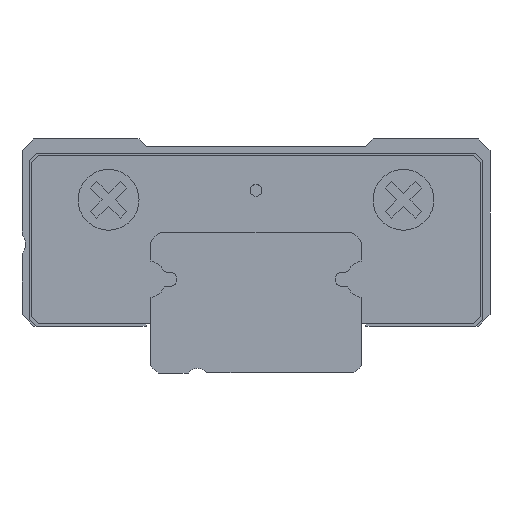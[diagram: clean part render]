
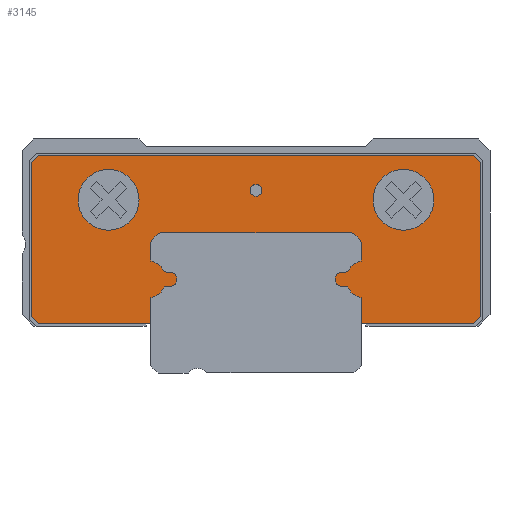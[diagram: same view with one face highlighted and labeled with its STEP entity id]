
A CAD part, front view. The second image highlights one B-rep face of the part: STEP entity #3145.
In plain terms, the highlighted planar face has unit normal (0, -1, 0).
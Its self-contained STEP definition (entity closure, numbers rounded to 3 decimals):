
#100=LINE('',#5657,#474);
#101=LINE('',#5660,#475);
#102=LINE('',#5662,#476);
#103=LINE('',#5664,#477);
#104=LINE('',#5666,#478);
#105=LINE('',#5670,#479);
#106=LINE('',#5674,#480);
#107=LINE('',#5678,#481);
#108=LINE('',#5682,#482);
#109=LINE('',#5686,#483);
#110=LINE('',#5690,#484);
#111=LINE('',#5694,#485);
#112=LINE('',#5698,#486);
#113=LINE('',#5700,#487);
#114=LINE('',#5702,#488);
#115=LINE('',#5704,#489);
#116=LINE('',#5706,#490);
#117=LINE('',#5708,#491);
#474=VECTOR('',#4780,1000.);
#475=VECTOR('',#4781,1000.);
#476=VECTOR('',#4782,1000.);
#477=VECTOR('',#4783,1000.);
#478=VECTOR('',#4784,1000.);
#479=VECTOR('',#4787,1000.);
#480=VECTOR('',#4790,1000.);
#481=VECTOR('',#4793,1000.);
#482=VECTOR('',#4796,1000.);
#483=VECTOR('',#4799,1000.);
#484=VECTOR('',#4802,1000.);
#485=VECTOR('',#4805,1000.);
#486=VECTOR('',#4808,1000.);
#487=VECTOR('',#4809,1000.);
#488=VECTOR('',#4810,1000.);
#489=VECTOR('',#4811,1000.);
#490=VECTOR('',#4812,1000.);
#491=VECTOR('',#4813,1000.);
#803=PLANE('',#4381);
#1106=ORIENTED_EDGE('',*,*,#1920,.F.);
#1107=ORIENTED_EDGE('',*,*,#1921,.F.);
#1108=ORIENTED_EDGE('',*,*,#1922,.F.);
#1109=ORIENTED_EDGE('',*,*,#1923,.F.);
#1110=ORIENTED_EDGE('',*,*,#1924,.F.);
#1111=ORIENTED_EDGE('',*,*,#1925,.F.);
#1112=ORIENTED_EDGE('',*,*,#1926,.F.);
#1113=ORIENTED_EDGE('',*,*,#1927,.F.);
#1114=ORIENTED_EDGE('',*,*,#1928,.F.);
#1115=ORIENTED_EDGE('',*,*,#1929,.F.);
#1116=ORIENTED_EDGE('',*,*,#1930,.F.);
#1117=ORIENTED_EDGE('',*,*,#1931,.F.);
#1118=ORIENTED_EDGE('',*,*,#1932,.F.);
#1119=ORIENTED_EDGE('',*,*,#1933,.F.);
#1120=ORIENTED_EDGE('',*,*,#1934,.F.);
#1121=ORIENTED_EDGE('',*,*,#1935,.F.);
#1122=ORIENTED_EDGE('',*,*,#1936,.F.);
#1123=ORIENTED_EDGE('',*,*,#1937,.F.);
#1124=ORIENTED_EDGE('',*,*,#1938,.F.);
#1125=ORIENTED_EDGE('',*,*,#1939,.F.);
#1126=ORIENTED_EDGE('',*,*,#1940,.F.);
#1127=ORIENTED_EDGE('',*,*,#1941,.F.);
#1128=ORIENTED_EDGE('',*,*,#1942,.F.);
#1129=ORIENTED_EDGE('',*,*,#1943,.F.);
#1130=ORIENTED_EDGE('',*,*,#1944,.F.);
#1131=ORIENTED_EDGE('',*,*,#1945,.F.);
#1132=ORIENTED_EDGE('',*,*,#1946,.F.);
#1133=ORIENTED_EDGE('',*,*,#1947,.F.);
#1134=ORIENTED_EDGE('',*,*,#1948,.F.);
#1920=EDGE_CURVE('',#2344,#2344,#2616,.T.);
#1921=EDGE_CURVE('',#2345,#2345,#2617,.F.);
#1922=EDGE_CURVE('',#2346,#2347,#100,.T.);
#1923=EDGE_CURVE('',#2348,#2346,#101,.T.);
#1924=EDGE_CURVE('',#2349,#2348,#102,.T.);
#1925=EDGE_CURVE('',#2350,#2349,#103,.T.);
#1926=EDGE_CURVE('',#2351,#2350,#104,.T.);
#1927=EDGE_CURVE('',#2352,#2351,#2618,.T.);
#1928=EDGE_CURVE('',#2353,#2352,#105,.T.);
#1929=EDGE_CURVE('',#2354,#2353,#2619,.T.);
#1930=EDGE_CURVE('',#2355,#2354,#106,.T.);
#1931=EDGE_CURVE('',#2356,#2355,#2620,.T.);
#1932=EDGE_CURVE('',#2357,#2356,#107,.T.);
#1933=EDGE_CURVE('',#2358,#2357,#2621,.T.);
#1934=EDGE_CURVE('',#2359,#2358,#108,.T.);
#1935=EDGE_CURVE('',#2360,#2359,#2622,.T.);
#1936=EDGE_CURVE('',#2361,#2360,#109,.T.);
#1937=EDGE_CURVE('',#2362,#2361,#2623,.T.);
#1938=EDGE_CURVE('',#2363,#2362,#110,.T.);
#1939=EDGE_CURVE('',#2364,#2363,#2624,.T.);
#1940=EDGE_CURVE('',#2365,#2364,#111,.T.);
#1941=EDGE_CURVE('',#2366,#2365,#2625,.T.);
#1942=EDGE_CURVE('',#2367,#2366,#112,.T.);
#1943=EDGE_CURVE('',#2368,#2367,#113,.T.);
#1944=EDGE_CURVE('',#2369,#2368,#114,.T.);
#1945=EDGE_CURVE('',#2370,#2369,#115,.T.);
#1946=EDGE_CURVE('',#2371,#2370,#116,.T.);
#1947=EDGE_CURVE('',#2347,#2371,#117,.T.);
#1948=EDGE_CURVE('',#2372,#2372,#2626,.F.);
#2344=VERTEX_POINT('',#5654);
#2345=VERTEX_POINT('',#5656);
#2346=VERTEX_POINT('',#5658);
#2347=VERTEX_POINT('',#5659);
#2348=VERTEX_POINT('',#5661);
#2349=VERTEX_POINT('',#5663);
#2350=VERTEX_POINT('',#5665);
#2351=VERTEX_POINT('',#5667);
#2352=VERTEX_POINT('',#5669);
#2353=VERTEX_POINT('',#5671);
#2354=VERTEX_POINT('',#5673);
#2355=VERTEX_POINT('',#5675);
#2356=VERTEX_POINT('',#5677);
#2357=VERTEX_POINT('',#5679);
#2358=VERTEX_POINT('',#5681);
#2359=VERTEX_POINT('',#5683);
#2360=VERTEX_POINT('',#5685);
#2361=VERTEX_POINT('',#5687);
#2362=VERTEX_POINT('',#5689);
#2363=VERTEX_POINT('',#5691);
#2364=VERTEX_POINT('',#5693);
#2365=VERTEX_POINT('',#5695);
#2366=VERTEX_POINT('',#5697);
#2367=VERTEX_POINT('',#5699);
#2368=VERTEX_POINT('',#5701);
#2369=VERTEX_POINT('',#5703);
#2370=VERTEX_POINT('',#5705);
#2371=VERTEX_POINT('',#5707);
#2372=VERTEX_POINT('',#5710);
#2616=CIRCLE('',#4382,0.25);
#2617=CIRCLE('',#4383,1.3);
#2618=CIRCLE('',#4384,0.8);
#2619=CIRCLE('',#4385,0.32);
#2620=CIRCLE('',#4386,0.8);
#2621=CIRCLE('',#4387,0.95);
#2622=CIRCLE('',#4388,0.95);
#2623=CIRCLE('',#4389,0.8);
#2624=CIRCLE('',#4390,0.32);
#2625=CIRCLE('',#4391,0.8);
#2626=CIRCLE('',#4392,1.3);
#2695=EDGE_LOOP('',(#1106));
#2696=EDGE_LOOP('',(#1107));
#2697=EDGE_LOOP('',(#1108,#1109,#1110,#1111,#1112,#1113,#1114,#1115,#1116,
#1117,#1118,#1119,#1120,#1121,#1122,#1123,#1124,#1125,#1126,#1127,#1128,
#1129,#1130,#1131,#1132,#1133));
#2698=EDGE_LOOP('',(#1134));
#2909=FACE_BOUND('',#2695,.T.);
#2910=FACE_BOUND('',#2696,.T.);
#2911=FACE_BOUND('',#2697,.T.);
#2912=FACE_BOUND('',#2698,.T.);
#3145=ADVANCED_FACE('',(#2909,#2910,#2911,#2912),#803,.F.);
#4381=AXIS2_PLACEMENT_3D('',#5652,#4774,#4775);
#4382=AXIS2_PLACEMENT_3D('',#5653,#4776,#4777);
#4383=AXIS2_PLACEMENT_3D('',#5655,#4778,#4779);
#4384=AXIS2_PLACEMENT_3D('',#5668,#4785,#4786);
#4385=AXIS2_PLACEMENT_3D('',#5672,#4788,#4789);
#4386=AXIS2_PLACEMENT_3D('',#5676,#4791,#4792);
#4387=AXIS2_PLACEMENT_3D('',#5680,#4794,#4795);
#4388=AXIS2_PLACEMENT_3D('',#5684,#4797,#4798);
#4389=AXIS2_PLACEMENT_3D('',#5688,#4800,#4801);
#4390=AXIS2_PLACEMENT_3D('',#5692,#4803,#4804);
#4391=AXIS2_PLACEMENT_3D('',#5696,#4806,#4807);
#4392=AXIS2_PLACEMENT_3D('',#5709,#4814,#4815);
#4774=DIRECTION('',(0.,1.,0.));
#4775=DIRECTION('',(0.,0.,1.));
#4776=DIRECTION('',(0.,-1.,0.));
#4777=DIRECTION('',(1.,0.,0.));
#4778=DIRECTION('',(0.,1.,0.));
#4779=DIRECTION('',(0.,0.,1.));
#4780=DIRECTION('',(0.707,0.,0.707));
#4781=DIRECTION('',(0.,0.,1.));
#4782=DIRECTION('',(-0.707,0.,0.707));
#4783=DIRECTION('',(-1.,0.,0.));
#4784=DIRECTION('',(0.,0.,-1.));
#4785=DIRECTION('',(0.,1.,0.));
#4786=DIRECTION('',(1.,0.,0.));
#4787=DIRECTION('',(-0.991,0.,-0.135));
#4788=DIRECTION('',(0.,1.,0.));
#4789=DIRECTION('',(-1.,0.,0.));
#4790=DIRECTION('',(0.991,0.,-0.135));
#4791=DIRECTION('',(0.,1.,0.));
#4792=DIRECTION('',(1.,0.,0.));
#4793=DIRECTION('',(0.,0.,-1.));
#4794=DIRECTION('',(0.,-1.,0.));
#4795=DIRECTION('',(1.,0.,0.));
#4796=DIRECTION('',(-1.,0.,0.));
#4797=DIRECTION('',(0.,-1.,0.));
#4798=DIRECTION('',(1.,0.,0.));
#4799=DIRECTION('',(0.,0.,1.));
#4800=DIRECTION('',(0.,1.,0.));
#4801=DIRECTION('',(1.,0.,0.));
#4802=DIRECTION('',(0.991,0.,0.135));
#4803=DIRECTION('',(0.,1.,0.));
#4804=DIRECTION('',(1.,0.,0.));
#4805=DIRECTION('',(-0.991,0.,0.135));
#4806=DIRECTION('',(0.,1.,0.));
#4807=DIRECTION('',(1.,0.,0.));
#4808=DIRECTION('',(0.,0.,1.));
#4809=DIRECTION('',(-1.,0.,0.));
#4810=DIRECTION('',(-0.707,0.,-0.707));
#4811=DIRECTION('',(0.,0.,-1.));
#4812=DIRECTION('',(0.707,0.,-0.707));
#4813=DIRECTION('',(1.,0.,0.));
#4814=DIRECTION('',(0.,1.,0.));
#4815=DIRECTION('',(0.,0.,1.));
#5652=CARTESIAN_POINT('',(4.65,-19.9,4.));
#5653=CARTESIAN_POINT('',(0.,-19.9,7.8));
#5654=CARTESIAN_POINT('',(0.25,-19.9,7.8));
#5655=CARTESIAN_POINT('',(-6.3,-19.9,7.4));
#5656=CARTESIAN_POINT('',(-6.3,-19.9,8.7));
#5657=CARTESIAN_POINT('',(-9.6,-19.9,9.));
#5658=CARTESIAN_POINT('',(-9.6,-19.9,9.));
#5659=CARTESIAN_POINT('',(-9.3,-19.9,9.3));
#5660=CARTESIAN_POINT('',(-9.6,-19.9,2.4));
#5661=CARTESIAN_POINT('',(-9.6,-19.9,2.4));
#5662=CARTESIAN_POINT('',(-9.3,-19.9,2.1));
#5663=CARTESIAN_POINT('',(-9.3,-19.9,2.1));
#5664=CARTESIAN_POINT('',(-4.5,-19.9,2.1));
#5665=CARTESIAN_POINT('',(-4.5,-19.9,2.1));
#5666=CARTESIAN_POINT('',(-4.5,-19.9,2.1));
#5667=CARTESIAN_POINT('',(-4.5,-19.9,3.214));
#5668=CARTESIAN_POINT('',(-4.65,-19.9,4.));
#5669=CARTESIAN_POINT('',(-3.919,-19.9,3.676));
#5670=CARTESIAN_POINT('',(-3.919,-19.9,3.676));
#5671=CARTESIAN_POINT('',(-3.53,-19.9,3.729));
#5672=CARTESIAN_POINT('',(-3.7,-19.9,4.));
#5673=CARTESIAN_POINT('',(-3.53,-19.9,4.271));
#5674=CARTESIAN_POINT('',(-3.53,-19.9,4.271));
#5675=CARTESIAN_POINT('',(-3.919,-19.9,4.324));
#5676=CARTESIAN_POINT('',(-4.65,-19.9,4.));
#5677=CARTESIAN_POINT('',(-4.5,-19.9,4.786));
#5678=CARTESIAN_POINT('',(-4.5,-19.9,4.786));
#5679=CARTESIAN_POINT('',(-4.5,-19.9,5.574));
#5680=CARTESIAN_POINT('',(-3.65,-19.9,5.15));
#5681=CARTESIAN_POINT('',(-4.074,-19.9,6.));
#5682=CARTESIAN_POINT('',(-4.074,-19.9,6.));
#5683=CARTESIAN_POINT('',(4.074,-19.9,6.));
#5684=CARTESIAN_POINT('',(3.65,-19.9,5.15));
#5685=CARTESIAN_POINT('',(4.5,-19.9,5.574));
#5686=CARTESIAN_POINT('',(4.5,-19.9,5.574));
#5687=CARTESIAN_POINT('',(4.5,-19.9,4.786));
#5688=CARTESIAN_POINT('',(4.65,-19.9,4.));
#5689=CARTESIAN_POINT('',(3.919,-19.9,4.324));
#5690=CARTESIAN_POINT('',(3.919,-19.9,4.324));
#5691=CARTESIAN_POINT('',(3.53,-19.9,4.271));
#5692=CARTESIAN_POINT('',(3.7,-19.9,4.));
#5693=CARTESIAN_POINT('',(3.53,-19.9,3.729));
#5694=CARTESIAN_POINT('',(3.53,-19.9,3.729));
#5695=CARTESIAN_POINT('',(3.919,-19.9,3.676));
#5696=CARTESIAN_POINT('',(4.65,-19.9,4.));
#5697=CARTESIAN_POINT('',(4.5,-19.9,3.214));
#5698=CARTESIAN_POINT('',(4.5,-19.9,3.214));
#5699=CARTESIAN_POINT('',(4.5,-19.9,2.1));
#5700=CARTESIAN_POINT('',(9.3,-19.9,2.1));
#5701=CARTESIAN_POINT('',(9.3,-19.9,2.1));
#5702=CARTESIAN_POINT('',(9.6,-19.9,2.4));
#5703=CARTESIAN_POINT('',(9.6,-19.9,2.4));
#5704=CARTESIAN_POINT('',(9.6,-19.9,9.));
#5705=CARTESIAN_POINT('',(9.6,-19.9,9.));
#5706=CARTESIAN_POINT('',(9.3,-19.9,9.3));
#5707=CARTESIAN_POINT('',(9.3,-19.9,9.3));
#5708=CARTESIAN_POINT('',(-9.3,-19.9,9.3));
#5709=CARTESIAN_POINT('',(6.3,-19.9,7.4));
#5710=CARTESIAN_POINT('',(6.3,-19.9,8.7));
